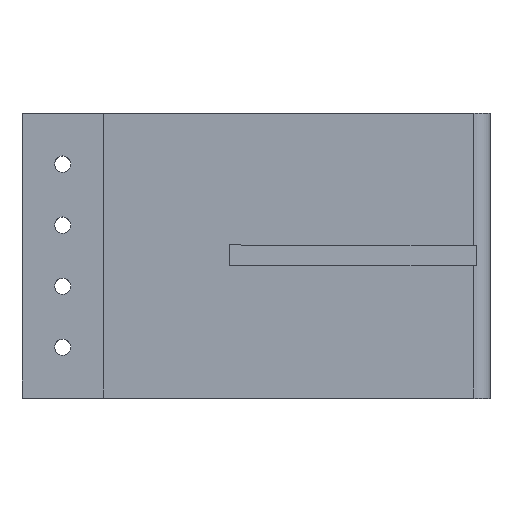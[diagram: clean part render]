
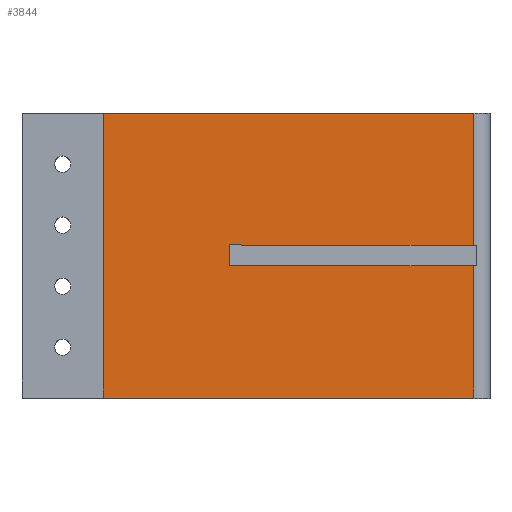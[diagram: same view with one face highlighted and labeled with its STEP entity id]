
A CAD part, top view. The second image highlights one B-rep face of the part: STEP entity #3844.
In plain terms, the highlighted planar face has unit normal (0, 0, 1).
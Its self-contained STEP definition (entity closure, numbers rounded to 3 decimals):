
#372=FACE_BOUND('',#855,.T.);
#373=FACE_BOUND('',#856,.T.);
#374=FACE_BOUND('',#857,.T.);
#375=FACE_BOUND('',#858,.T.);
#376=FACE_BOUND('',#859,.T.);
#609=FACE_OUTER_BOUND('',#854,.T.);
#854=EDGE_LOOP('',(#3444,#3445,#3446,#3447,#3448,#3449,#3450,#3451));
#855=EDGE_LOOP('',(#3452,#3453,#3454,#3455));
#856=EDGE_LOOP('',(#3456,#3457,#3458,#3459));
#857=EDGE_LOOP('',(#3460,#3461,#3462,#3463));
#858=EDGE_LOOP('',(#3464,#3465,#3466,#3467));
#859=EDGE_LOOP('',(#3468,#3469,#3470,#3471));
#881=LINE('',#5442,#1245);
#885=LINE('',#5449,#1249);
#886=LINE('',#5452,#1250);
#890=LINE('',#5458,#1254);
#893=LINE('',#5466,#1257);
#897=LINE('',#5473,#1261);
#898=LINE('',#5476,#1262);
#902=LINE('',#5482,#1266);
#905=LINE('',#5490,#1269);
#909=LINE('',#5497,#1273);
#910=LINE('',#5500,#1274);
#914=LINE('',#5506,#1278);
#917=LINE('',#5514,#1281);
#921=LINE('',#5521,#1285);
#922=LINE('',#5524,#1286);
#926=LINE('',#5530,#1290);
#929=LINE('',#5538,#1293);
#933=LINE('',#5545,#1297);
#934=LINE('',#5548,#1298);
#938=LINE('',#5554,#1302);
#941=LINE('',#5562,#1305);
#945=LINE('',#5569,#1309);
#950=LINE('',#5578,#1314);
#1227=LINE('',#6543,#1591);
#1228=LINE('',#6544,#1592);
#1229=LINE('',#6547,#1593);
#1230=LINE('',#6549,#1594);
#1231=LINE('',#6550,#1595);
#1245=VECTOR('',#4278,10.);
#1249=VECTOR('',#4284,10.);
#1250=VECTOR('',#4287,10.);
#1254=VECTOR('',#4293,10.);
#1257=VECTOR('',#4298,10.);
#1261=VECTOR('',#4304,10.);
#1262=VECTOR('',#4307,10.);
#1266=VECTOR('',#4313,10.);
#1269=VECTOR('',#4318,10.);
#1273=VECTOR('',#4324,10.);
#1274=VECTOR('',#4327,10.);
#1278=VECTOR('',#4333,10.);
#1281=VECTOR('',#4338,10.);
#1285=VECTOR('',#4344,10.);
#1286=VECTOR('',#4347,10.);
#1290=VECTOR('',#4353,10.);
#1293=VECTOR('',#4358,10.);
#1297=VECTOR('',#4364,10.);
#1298=VECTOR('',#4367,10.);
#1302=VECTOR('',#4373,10.);
#1305=VECTOR('',#4378,10.);
#1309=VECTOR('',#4384,10.);
#1314=VECTOR('',#4393,10.);
#1591=VECTOR('',#5400,10.);
#1592=VECTOR('',#5401,10.);
#1593=VECTOR('',#5404,10.);
#1594=VECTOR('',#5405,10.);
#1595=VECTOR('',#5406,10.);
#1609=VERTEX_POINT('',#5439);
#1610=VERTEX_POINT('',#5441);
#1612=VERTEX_POINT('',#5447);
#1613=VERTEX_POINT('',#5451);
#1617=VERTEX_POINT('',#5463);
#1618=VERTEX_POINT('',#5465);
#1620=VERTEX_POINT('',#5471);
#1621=VERTEX_POINT('',#5475);
#1625=VERTEX_POINT('',#5487);
#1626=VERTEX_POINT('',#5489);
#1628=VERTEX_POINT('',#5495);
#1629=VERTEX_POINT('',#5499);
#1633=VERTEX_POINT('',#5511);
#1634=VERTEX_POINT('',#5513);
#1636=VERTEX_POINT('',#5519);
#1637=VERTEX_POINT('',#5523);
#1641=VERTEX_POINT('',#5535);
#1642=VERTEX_POINT('',#5537);
#1644=VERTEX_POINT('',#5543);
#1645=VERTEX_POINT('',#5547);
#1649=VERTEX_POINT('',#5559);
#1650=VERTEX_POINT('',#5561);
#1652=VERTEX_POINT('',#5567);
#1653=VERTEX_POINT('',#5571);
#1912=VERTEX_POINT('',#6539);
#1913=VERTEX_POINT('',#6541);
#1914=VERTEX_POINT('',#6546);
#1915=VERTEX_POINT('',#6548);
#1924=EDGE_CURVE('',#1610,#1609,#881,.T.);
#1928=EDGE_CURVE('',#1609,#1612,#885,.T.);
#1929=EDGE_CURVE('',#1613,#1610,#886,.T.);
#1933=EDGE_CURVE('',#1612,#1613,#890,.T.);
#1936=EDGE_CURVE('',#1618,#1617,#893,.T.);
#1940=EDGE_CURVE('',#1617,#1620,#897,.T.);
#1941=EDGE_CURVE('',#1621,#1618,#898,.T.);
#1945=EDGE_CURVE('',#1620,#1621,#902,.T.);
#1948=EDGE_CURVE('',#1626,#1625,#905,.T.);
#1952=EDGE_CURVE('',#1625,#1628,#909,.T.);
#1953=EDGE_CURVE('',#1629,#1626,#910,.T.);
#1957=EDGE_CURVE('',#1628,#1629,#914,.T.);
#1960=EDGE_CURVE('',#1634,#1633,#917,.T.);
#1964=EDGE_CURVE('',#1633,#1636,#921,.T.);
#1965=EDGE_CURVE('',#1637,#1634,#922,.T.);
#1969=EDGE_CURVE('',#1636,#1637,#926,.T.);
#1972=EDGE_CURVE('',#1642,#1641,#929,.T.);
#1976=EDGE_CURVE('',#1641,#1644,#933,.T.);
#1977=EDGE_CURVE('',#1645,#1642,#934,.T.);
#1981=EDGE_CURVE('',#1644,#1645,#938,.T.);
#1984=EDGE_CURVE('',#1650,#1649,#941,.T.);
#1988=EDGE_CURVE('',#1649,#1652,#945,.T.);
#1993=EDGE_CURVE('',#1652,#1653,#950,.T.);
#2444=EDGE_CURVE('',#1653,#1913,#1227,.T.);
#2445=EDGE_CURVE('',#1912,#1650,#1228,.T.);
#2446=EDGE_CURVE('',#1914,#1913,#1229,.T.);
#2447=EDGE_CURVE('',#1915,#1914,#1230,.T.);
#2448=EDGE_CURVE('',#1915,#1912,#1231,.T.);
#3444=ORIENTED_EDGE('',*,*,#1993,.T.);
#3445=ORIENTED_EDGE('',*,*,#2444,.T.);
#3446=ORIENTED_EDGE('',*,*,#2446,.F.);
#3447=ORIENTED_EDGE('',*,*,#2447,.F.);
#3448=ORIENTED_EDGE('',*,*,#2448,.T.);
#3449=ORIENTED_EDGE('',*,*,#2445,.T.);
#3450=ORIENTED_EDGE('',*,*,#1984,.T.);
#3451=ORIENTED_EDGE('',*,*,#1988,.T.);
#3452=ORIENTED_EDGE('',*,*,#1924,.T.);
#3453=ORIENTED_EDGE('',*,*,#1928,.T.);
#3454=ORIENTED_EDGE('',*,*,#1933,.T.);
#3455=ORIENTED_EDGE('',*,*,#1929,.T.);
#3456=ORIENTED_EDGE('',*,*,#1936,.T.);
#3457=ORIENTED_EDGE('',*,*,#1940,.T.);
#3458=ORIENTED_EDGE('',*,*,#1945,.T.);
#3459=ORIENTED_EDGE('',*,*,#1941,.T.);
#3460=ORIENTED_EDGE('',*,*,#1948,.T.);
#3461=ORIENTED_EDGE('',*,*,#1952,.T.);
#3462=ORIENTED_EDGE('',*,*,#1957,.T.);
#3463=ORIENTED_EDGE('',*,*,#1953,.T.);
#3464=ORIENTED_EDGE('',*,*,#1960,.T.);
#3465=ORIENTED_EDGE('',*,*,#1964,.T.);
#3466=ORIENTED_EDGE('',*,*,#1969,.T.);
#3467=ORIENTED_EDGE('',*,*,#1965,.T.);
#3468=ORIENTED_EDGE('',*,*,#1972,.T.);
#3469=ORIENTED_EDGE('',*,*,#1976,.T.);
#3470=ORIENTED_EDGE('',*,*,#1981,.T.);
#3471=ORIENTED_EDGE('',*,*,#1977,.T.);
#3618=PLANE('',#4263);
#3844=ADVANCED_FACE('',(#609,#372,#373,#374,#375,#376),#3618,.T.);
#4263=AXIS2_PLACEMENT_3D('',#6545,#5402,#5403);
#4278=DIRECTION('',(-1.,0.,0.));
#4284=DIRECTION('',(0.,1.,0.));
#4287=DIRECTION('',(0.,-1.,0.));
#4293=DIRECTION('',(1.,0.,0.));
#4298=DIRECTION('',(-1.,0.,0.));
#4304=DIRECTION('',(0.,1.,0.));
#4307=DIRECTION('',(0.,-1.,0.));
#4313=DIRECTION('',(1.,0.,0.));
#4318=DIRECTION('',(-1.,0.,0.));
#4324=DIRECTION('',(0.,1.,0.));
#4327=DIRECTION('',(0.,-1.,0.));
#4333=DIRECTION('',(1.,0.,0.));
#4338=DIRECTION('',(-1.,0.,0.));
#4344=DIRECTION('',(0.,1.,0.));
#4347=DIRECTION('',(0.,-1.,0.));
#4353=DIRECTION('',(1.,0.,0.));
#4358=DIRECTION('',(-1.,0.,0.));
#4364=DIRECTION('',(0.,1.,0.));
#4367=DIRECTION('',(0.,-1.,0.));
#4373=DIRECTION('',(1.,0.,0.));
#4378=DIRECTION('',(-1.,0.,0.));
#4384=DIRECTION('',(0.,1.,0.));
#4393=DIRECTION('',(1.,0.,0.));
#5400=DIRECTION('',(0.,1.,0.));
#5401=DIRECTION('',(0.,1.,0.));
#5402=DIRECTION('center_axis',(0.,0.,1.));
#5403=DIRECTION('ref_axis',(1.,0.,0.));
#5404=DIRECTION('',(1.,0.,0.));
#5405=DIRECTION('',(0.,1.,0.));
#5406=DIRECTION('',(1.,0.,0.));
#5439=CARTESIAN_POINT('',(-25.083,34.,30.));
#5441=CARTESIAN_POINT('',(-24.,34.,30.));
#5442=CARTESIAN_POINT('',(-44.875,34.,30.));
#5447=CARTESIAN_POINT('',(-25.083,36.,30.));
#5449=CARTESIAN_POINT('',(-25.083,17.5,30.));
#5451=CARTESIAN_POINT('',(-24.,36.,30.));
#5452=CARTESIAN_POINT('',(-24.,17.5,30.));
#5458=CARTESIAN_POINT('',(-44.875,36.,30.));
#5463=CARTESIAN_POINT('',(-15.083,34.,30.));
#5465=CARTESIAN_POINT('',(-14.,34.,30.));
#5466=CARTESIAN_POINT('',(-39.875,34.,30.));
#5471=CARTESIAN_POINT('',(-15.083,36.,30.));
#5473=CARTESIAN_POINT('',(-15.083,17.5,30.));
#5475=CARTESIAN_POINT('',(-14.,36.,30.));
#5476=CARTESIAN_POINT('',(-14.,17.5,30.));
#5482=CARTESIAN_POINT('',(-39.875,36.,30.));
#5487=CARTESIAN_POINT('',(-5.083,34.,30.));
#5489=CARTESIAN_POINT('',(-4.,34.,30.));
#5490=CARTESIAN_POINT('',(-34.875,34.,30.));
#5495=CARTESIAN_POINT('',(-5.083,36.,30.));
#5497=CARTESIAN_POINT('',(-5.083,17.5,30.));
#5499=CARTESIAN_POINT('',(-4.,36.,30.));
#5500=CARTESIAN_POINT('',(-4.,17.5,30.));
#5506=CARTESIAN_POINT('',(-34.875,36.,30.));
#5511=CARTESIAN_POINT('',(4.917,34.,30.));
#5513=CARTESIAN_POINT('',(6.,34.,30.));
#5514=CARTESIAN_POINT('',(-29.875,34.,30.));
#5519=CARTESIAN_POINT('',(4.917,36.,30.));
#5521=CARTESIAN_POINT('',(4.917,17.5,30.));
#5523=CARTESIAN_POINT('',(6.,36.,30.));
#5524=CARTESIAN_POINT('',(6.,17.5,30.));
#5530=CARTESIAN_POINT('',(-29.875,36.,30.));
#5535=CARTESIAN_POINT('',(14.917,34.,30.));
#5537=CARTESIAN_POINT('',(16.,34.,30.));
#5538=CARTESIAN_POINT('',(-24.875,34.,30.));
#5543=CARTESIAN_POINT('',(14.917,36.,30.));
#5545=CARTESIAN_POINT('',(14.917,17.5,30.));
#5547=CARTESIAN_POINT('',(16.,36.,30.));
#5548=CARTESIAN_POINT('',(16.,17.5,30.));
#5554=CARTESIAN_POINT('',(-24.875,36.,30.));
#5559=CARTESIAN_POINT('',(24.917,34.,30.));
#5561=CARTESIAN_POINT('',(26.,34.,30.));
#5562=CARTESIAN_POINT('',(-19.875,34.,30.));
#5567=CARTESIAN_POINT('',(24.917,36.,30.));
#5569=CARTESIAN_POINT('',(24.917,17.5,30.));
#5571=CARTESIAN_POINT('',(26.,36.,30.));
#5578=CARTESIAN_POINT('',(-19.875,36.,30.));
#6539=CARTESIAN_POINT('',(26.,0.,30.));
#6541=CARTESIAN_POINT('',(26.,70.,30.));
#6543=CARTESIAN_POINT('',(26.,0.,30.));
#6544=CARTESIAN_POINT('',(26.,0.,30.));
#6545=CARTESIAN_POINT('Origin',(-65.,0.,30.));
#6546=CARTESIAN_POINT('',(-65.,70.,30.));
#6547=CARTESIAN_POINT('',(-85.,70.,30.));
#6548=CARTESIAN_POINT('',(-65.,0.,30.));
#6549=CARTESIAN_POINT('',(-65.,0.,30.));
#6550=CARTESIAN_POINT('',(-85.,0.,30.));
